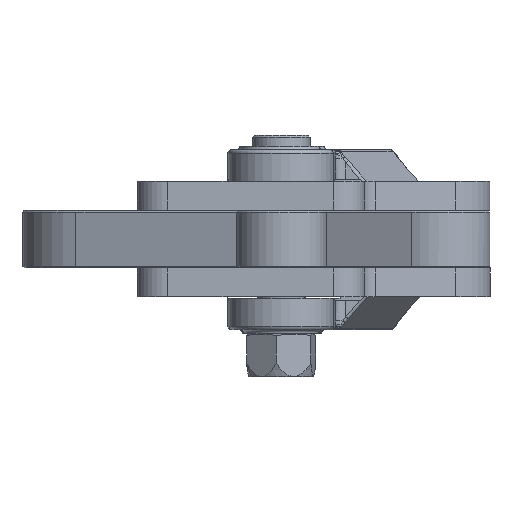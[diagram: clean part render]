
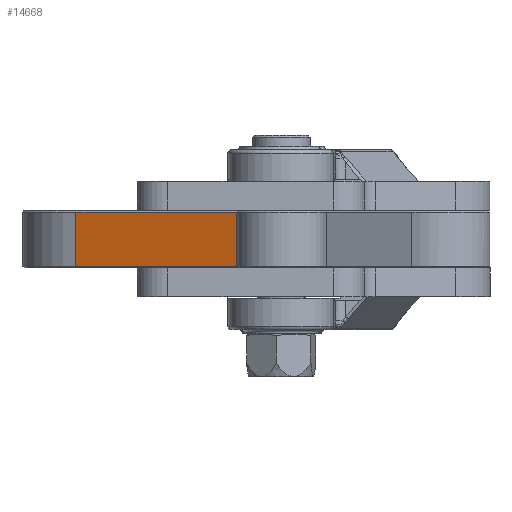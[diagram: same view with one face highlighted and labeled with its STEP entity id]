
A CAD part, front view. The second image highlights one B-rep face of the part: STEP entity #14668.
In plain terms, the highlighted face is planar.
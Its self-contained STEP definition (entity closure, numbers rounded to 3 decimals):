
#1739 = CARTESIAN_POINT ( 'NONE',  ( -266.883, -670.698, 15.5 ) ) ;
#1763 = CARTESIAN_POINT ( 'NONE',  ( -266.883, -670.698, 0.5 ) ) ;
#6189 = DIRECTION ( 'NONE',  ( -0.938, -0.345, 0. ) ) ;
#6191 = DIRECTION ( 'NONE',  ( -0.345, 0.938, 0. ) ) ;
#6194 = PLANE ( 'NONE',  #11400 ) ;
#6199 = CARTESIAN_POINT ( 'NONE',  ( -266.883, -670.698, 16. ) ) ;
#9406 = CARTESIAN_POINT ( 'NONE',  ( -212.828, -650.798, 15.5 ) ) ;
#9996 = EDGE_LOOP ( 'NONE', ( #23447, #23427, #23846, #23578 ) ) ;
#10735 = CARTESIAN_POINT ( 'NONE',  ( -212.828, -650.798, 0.5 ) ) ;
#11097 = VERTEX_POINT ( 'NONE', #10735 ) ;
#11400 = AXIS2_PLACEMENT_3D ( 'NONE', #6199, #6191, #6189 ) ;
#12769 = VERTEX_POINT ( 'NONE', #9406 ) ;
#14668 = ADVANCED_FACE ( 'NONE', ( #21172 ), #6194, .F. ) ;
#15488 = DIRECTION ( 'NONE',  ( 0., 0., -1. ) ) ;
#15492 = CARTESIAN_POINT ( 'NONE',  ( -266.883, -670.698, 16. ) ) ;
#15566 = CARTESIAN_POINT ( 'NONE',  ( -266.883, -670.698, 0.5 ) ) ;
#15567 = DIRECTION ( 'NONE',  ( 0.938, 0.345, 0. ) ) ;
#15572 = CARTESIAN_POINT ( 'NONE',  ( -266.883, -670.698, 15.5 ) ) ;
#15576 = CARTESIAN_POINT ( 'NONE',  ( -212.828, -650.798, 16. ) ) ;
#15578 = DIRECTION ( 'NONE',  ( 0., 0., -1. ) ) ;
#15579 = DIRECTION ( 'NONE',  ( -0.938, -0.345, 0. ) ) ;
#18251 = VERTEX_POINT ( 'NONE', #1739 ) ;
#18289 = VERTEX_POINT ( 'NONE', #1763 ) ;
#21172 = FACE_OUTER_BOUND ( 'NONE', #9996, .T. ) ;
#23427 = ORIENTED_EDGE ( 'NONE', *, *, #31259, .T. ) ;
#23447 = ORIENTED_EDGE ( 'NONE', *, *, #31229, .T. ) ;
#23578 = ORIENTED_EDGE ( 'NONE', *, *, #31261, .T. ) ;
#23846 = ORIENTED_EDGE ( 'NONE', *, *, #31260, .F. ) ;
#27043 = LINE ( 'NONE', #15492, #27045 ) ;
#27045 = VECTOR ( 'NONE', #15488, 1000. ) ;
#27082 = LINE ( 'NONE', #15572, #27093 ) ;
#27087 = LINE ( 'NONE', #15566, #27089 ) ;
#27088 = LINE ( 'NONE', #15576, #27091 ) ;
#27089 = VECTOR ( 'NONE', #15567, 1000. ) ;
#27091 = VECTOR ( 'NONE', #15578, 1000. ) ;
#27093 = VECTOR ( 'NONE', #15579, 1000. ) ;
#31229 = EDGE_CURVE ( 'NONE', #18251, #18289, #27043, .T. ) ;
#31259 = EDGE_CURVE ( 'NONE', #18289, #11097, #27087, .T. ) ;
#31260 = EDGE_CURVE ( 'NONE', #12769, #11097, #27088, .T. ) ;
#31261 = EDGE_CURVE ( 'NONE', #12769, #18251, #27082, .T. ) ;
